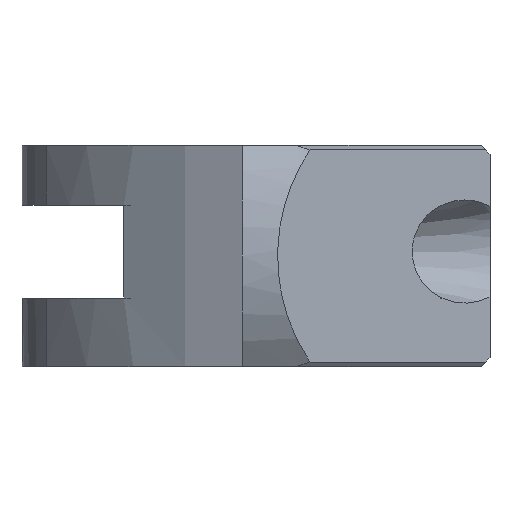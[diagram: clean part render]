
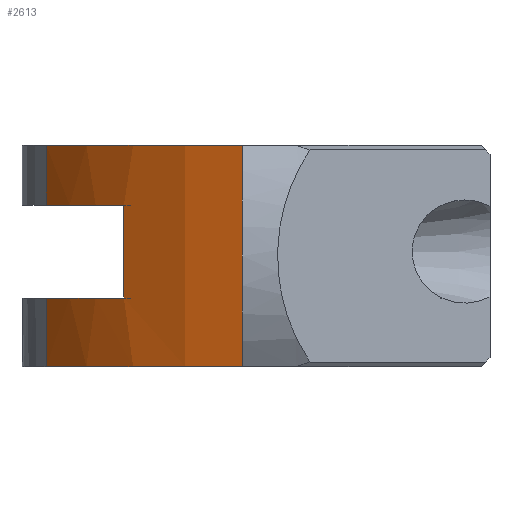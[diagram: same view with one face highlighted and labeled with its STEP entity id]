
A CAD part, front view. The second image highlights one B-rep face of the part: STEP entity #2613.
In plain terms, the highlighted cylindrical face has radius 23.123 mm (diameter 46.245 mm), a partial arc.
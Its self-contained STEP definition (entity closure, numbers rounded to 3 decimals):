
#292=FACE_OUTER_BOUND('',#439,.T.);
#439=EDGE_LOOP('',(#2279,#2280,#2281,#2282,#2283,#2284,#2285,#2286));
#638=LINE('',#4074,#927);
#656=LINE('',#4154,#945);
#716=LINE('',#4376,#1005);
#719=LINE('',#4383,#1008);
#927=VECTOR('',#3193,10.);
#945=VECTOR('',#3257,10.);
#1005=VECTOR('',#3395,10.);
#1008=VECTOR('',#3404,10.);
#1076=CIRCLE('',#2748,23.123);
#1080=CIRCLE('',#2754,23.123);
#1100=CIRCLE('',#2815,23.123);
#1101=CIRCLE('',#2816,23.123);
#1255=VERTEX_POINT('',#4064);
#1256=VERTEX_POINT('',#4066);
#1258=VERTEX_POINT('',#4073);
#1260=VERTEX_POINT('',#4079);
#1277=VERTEX_POINT('',#4152);
#1319=VERTEX_POINT('',#4374);
#1320=VERTEX_POINT('',#4375);
#1321=VERTEX_POINT('',#4381);
#1551=EDGE_CURVE('',#1256,#1255,#1076,.T.);
#1555=EDGE_CURVE('',#1258,#1256,#638,.T.);
#1558=EDGE_CURVE('',#1260,#1258,#1080,.T.);
#1587=EDGE_CURVE('',#1277,#1255,#656,.T.);
#1663=EDGE_CURVE('',#1319,#1320,#716,.T.);
#1666=EDGE_CURVE('',#1320,#1277,#1100,.T.);
#1667=EDGE_CURVE('',#1321,#1319,#1101,.T.);
#1668=EDGE_CURVE('',#1260,#1321,#719,.T.);
#2279=ORIENTED_EDGE('',*,*,#1558,.T.);
#2280=ORIENTED_EDGE('',*,*,#1555,.T.);
#2281=ORIENTED_EDGE('',*,*,#1551,.T.);
#2282=ORIENTED_EDGE('',*,*,#1587,.F.);
#2283=ORIENTED_EDGE('',*,*,#1666,.F.);
#2284=ORIENTED_EDGE('',*,*,#1663,.F.);
#2285=ORIENTED_EDGE('',*,*,#1667,.F.);
#2286=ORIENTED_EDGE('',*,*,#1668,.F.);
#2495=CYLINDRICAL_SURFACE('',#2814,23.123);
#2613=ADVANCED_FACE('',(#292),#2495,.T.);
#2748=AXIS2_PLACEMENT_3D('',#4067,#3184,#3185);
#2754=AXIS2_PLACEMENT_3D('',#4080,#3199,#3200);
#2814=AXIS2_PLACEMENT_3D('',#4379,#3398,#3399);
#2815=AXIS2_PLACEMENT_3D('',#4380,#3400,#3401);
#2816=AXIS2_PLACEMENT_3D('',#4382,#3402,#3403);
#3184=DIRECTION('center_axis',(0.,0.,-1.));
#3185=DIRECTION('ref_axis',(-0.804,-0.595,0.));
#3193=DIRECTION('',(0.,0.,-1.));
#3199=DIRECTION('center_axis',(0.,0.,1.));
#3200=DIRECTION('ref_axis',(-0.804,-0.595,0.));
#3257=DIRECTION('',(0.,0.,1.));
#3395=DIRECTION('',(0.,0.,-1.));
#3398=DIRECTION('center_axis',(0.,0.,1.));
#3399=DIRECTION('ref_axis',(-0.804,-0.595,0.));
#3400=DIRECTION('center_axis',(0.,0.,-1.));
#3401=DIRECTION('ref_axis',(-0.804,-0.595,0.));
#3402=DIRECTION('center_axis',(0.,0.,1.));
#3403=DIRECTION('ref_axis',(-0.804,-0.595,0.));
#3404=DIRECTION('',(0.,0.,1.));
#4064=CARTESIAN_POINT('',(-18.589,-13.751,-2.375));
#4066=CARTESIAN_POINT('',(-14.198,-18.25,-2.375));
#4067=CARTESIAN_POINT('Origin',(0.,0.,-2.375));
#4073=CARTESIAN_POINT('',(-14.198,-18.25,2.875));
#4074=CARTESIAN_POINT('',(-14.198,-18.25,0.));
#4079=CARTESIAN_POINT('',(-18.589,-13.751,2.875));
#4080=CARTESIAN_POINT('Origin',(0.,0.,2.875));
#4152=CARTESIAN_POINT('',(-18.589,-13.751,-6.25));
#4154=CARTESIAN_POINT('',(-18.589,-13.751,0.));
#4374=CARTESIAN_POINT('',(-4.179,-22.742,6.25));
#4375=CARTESIAN_POINT('',(-4.179,-22.742,-6.25));
#4376=CARTESIAN_POINT('',(-4.179,-22.742,0.));
#4379=CARTESIAN_POINT('Origin',(0.,0.,0.));
#4380=CARTESIAN_POINT('Origin',(0.,0.,-6.25));
#4381=CARTESIAN_POINT('',(-18.589,-13.751,6.25));
#4382=CARTESIAN_POINT('Origin',(0.,0.,6.25));
#4383=CARTESIAN_POINT('',(-18.589,-13.751,0.));
